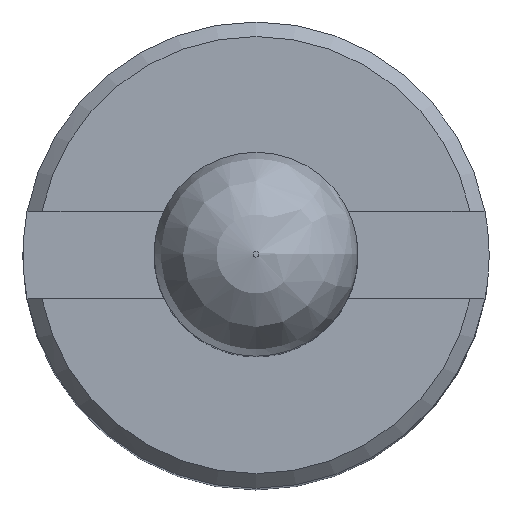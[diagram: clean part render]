
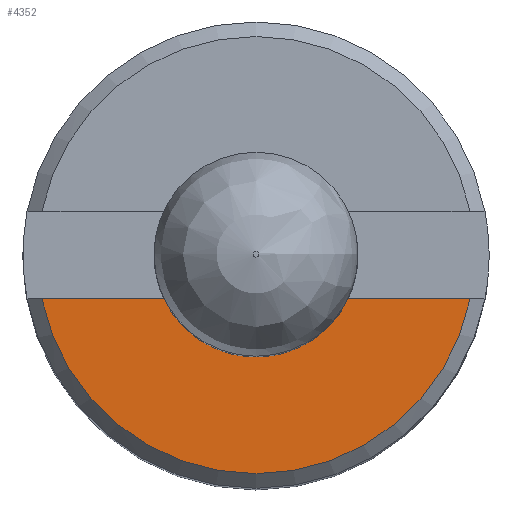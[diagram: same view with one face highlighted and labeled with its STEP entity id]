
A CAD part, top view. The second image highlights one B-rep face of the part: STEP entity #4352.
In plain terms, the highlighted face is planar.
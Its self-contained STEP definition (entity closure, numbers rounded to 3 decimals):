
#251=PLANE('',#4629);
#474=FACE_OUTER_BOUND('',#726,.T.);
#726=EDGE_LOOP('',(#3821,#3822,#3823,#3824));
#1060=CIRCLE('',#4630,7.5);
#1061=CIRCLE('',#4631,3.5);
#1330=LINE('',#10146,#1610);
#1336=LINE('',#10166,#1616);
#1610=VECTOR('',#5295,10.);
#1616=VECTOR('',#5303,10.);
#2008=VERTEX_POINT('',#10142);
#2010=VERTEX_POINT('',#10145);
#2014=VERTEX_POINT('',#10156);
#2017=VERTEX_POINT('',#10162);
#2606=EDGE_CURVE('',#2010,#2008,#1330,.T.);
#2614=EDGE_CURVE('',#2014,#2017,#1336,.T.);
#2637=EDGE_CURVE('',#2017,#2010,#1060,.T.);
#2638=EDGE_CURVE('',#2014,#2008,#1061,.T.);
#3821=ORIENTED_EDGE('',*,*,#2614,.T.);
#3822=ORIENTED_EDGE('',*,*,#2637,.T.);
#3823=ORIENTED_EDGE('',*,*,#2606,.T.);
#3824=ORIENTED_EDGE('',*,*,#2638,.F.);
#4352=ADVANCED_FACE('',(#474),#251,.T.);
#4629=AXIS2_PLACEMENT_3D('',#10212,#5347,#5348);
#4630=AXIS2_PLACEMENT_3D('',#10213,#5349,#5350);
#4631=AXIS2_PLACEMENT_3D('',#10214,#5351,#5352);
#5295=DIRECTION('',(0.,1.,0.));
#5303=DIRECTION('',(0.,1.,0.));
#5347=DIRECTION('center_axis',(1.,0.,0.));
#5348=DIRECTION('ref_axis',(0.,0.,-1.));
#5349=DIRECTION('center_axis',(1.,0.,0.));
#5350=DIRECTION('ref_axis',(0.,1.,0.));
#5351=DIRECTION('center_axis',(1.,0.,0.));
#5352=DIRECTION('ref_axis',(0.,1.,0.));
#10142=CARTESIAN_POINT('',(80.,-3.162,1.5));
#10145=CARTESIAN_POINT('',(80.,-7.348,1.5));
#10146=CARTESIAN_POINT('',(80.,6.923,1.5));
#10156=CARTESIAN_POINT('',(80.,3.162,1.5));
#10162=CARTESIAN_POINT('',(80.,7.348,1.5));
#10166=CARTESIAN_POINT('',(80.,6.923,1.5));
#10212=CARTESIAN_POINT('Origin',(80.,5.5,0.));
#10213=CARTESIAN_POINT('Origin',(80.,0.,0.));
#10214=CARTESIAN_POINT('Origin',(80.,0.,0.));
